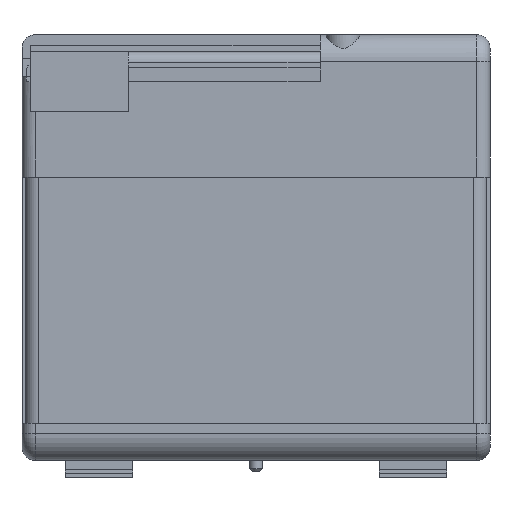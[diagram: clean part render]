
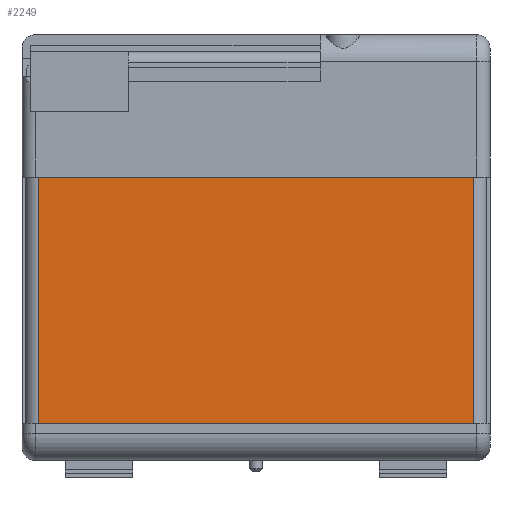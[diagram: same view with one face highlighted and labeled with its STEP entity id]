
A CAD part, front view. The second image highlights one B-rep face of the part: STEP entity #2249.
In plain terms, the highlighted planar face has unit normal (0, -1, 0).
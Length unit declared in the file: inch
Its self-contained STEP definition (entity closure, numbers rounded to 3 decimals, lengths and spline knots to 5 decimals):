
#78 = ORIENTED_EDGE ( 'NONE', *, *, #11680, .T. ) ;
#1229 = PLANE ( 'NONE',  #24577 ) ;
#2249 = ADVANCED_FACE ( 'NONE', ( #28642 ), #1229, .T. ) ;
#3801 = DIRECTION ( 'NONE',  ( 0., -1., 0. ) ) ;
#3821 = ORIENTED_EDGE ( 'NONE', *, *, #11441, .F. ) ;
#4116 = DIRECTION ( 'NONE',  ( -1., 0., 0. ) ) ;
#7209 = CARTESIAN_POINT ( 'NONE',  ( 2.02, -2.9225, 0.655 ) ) ;
#7734 = EDGE_CURVE ( 'NONE', #21363, #7763, #31798, .T. ) ;
#7763 = VERTEX_POINT ( 'NONE', #15285 ) ;
#7921 = CARTESIAN_POINT ( 'NONE',  ( 2.02, -2.9225, -1.63 ) ) ;
#9175 = EDGE_CURVE ( 'NONE', #25087, #26168, #13064, .T. ) ;
#10158 = CARTESIAN_POINT ( 'NONE',  ( -2.02, -2.9225, 0.655 ) ) ;
#10212 = CARTESIAN_POINT ( 'NONE',  ( 2.02, -2.9225, 0.655 ) ) ;
#11441 = EDGE_CURVE ( 'NONE', #21363, #25087, #18167, .T. ) ;
#11680 = EDGE_CURVE ( 'NONE', #7763, #26168, #22388, .T. ) ;
#12707 = DIRECTION ( 'NONE',  ( -1., 0., 0. ) ) ;
#13064 = LINE ( 'NONE', #18909, #26229 ) ;
#15285 = CARTESIAN_POINT ( 'NONE',  ( -2.02, -2.9225, 0.655 ) ) ;
#15511 = EDGE_LOOP ( 'NONE', ( #21483, #3821, #28088, #78 ) ) ;
#18167 = LINE ( 'NONE', #21427, #31309 ) ;
#18586 = CARTESIAN_POINT ( 'NONE',  ( 2.02, -2.9225, 0.655 ) ) ;
#18909 = CARTESIAN_POINT ( 'NONE',  ( 2.02, -2.9225, -1.63 ) ) ;
#21080 = DIRECTION ( 'NONE',  ( 1., 0., 0. ) ) ;
#21363 = VERTEX_POINT ( 'NONE', #7209 ) ;
#21390 = CARTESIAN_POINT ( 'NONE',  ( -2.02, -2.9225, -1.63 ) ) ;
#21427 = CARTESIAN_POINT ( 'NONE',  ( 2.02, -2.9225, 0.655 ) ) ;
#21483 = ORIENTED_EDGE ( 'NONE', *, *, #9175, .F. ) ;
#22388 = LINE ( 'NONE', #10158, #26613 ) ;
#23931 = DIRECTION ( 'NONE',  ( 0., 0., -1. ) ) ;
#24454 = VECTOR ( 'NONE', #12707, 39.37008 ) ;
#24577 = AXIS2_PLACEMENT_3D ( 'NONE', #18586, #3801, #21080 ) ;
#25087 = VERTEX_POINT ( 'NONE', #7921 ) ;
#26168 = VERTEX_POINT ( 'NONE', #21390 ) ;
#26229 = VECTOR ( 'NONE', #4116, 39.37008 ) ;
#26613 = VECTOR ( 'NONE', #27410, 39.37008 ) ;
#27410 = DIRECTION ( 'NONE',  ( 0., 0., -1. ) ) ;
#28088 = ORIENTED_EDGE ( 'NONE', *, *, #7734, .T. ) ;
#28642 = FACE_OUTER_BOUND ( 'NONE', #15511, .T. ) ;
#31309 = VECTOR ( 'NONE', #23931, 39.37008 ) ;
#31798 = LINE ( 'NONE', #10212, #24454 ) ;
